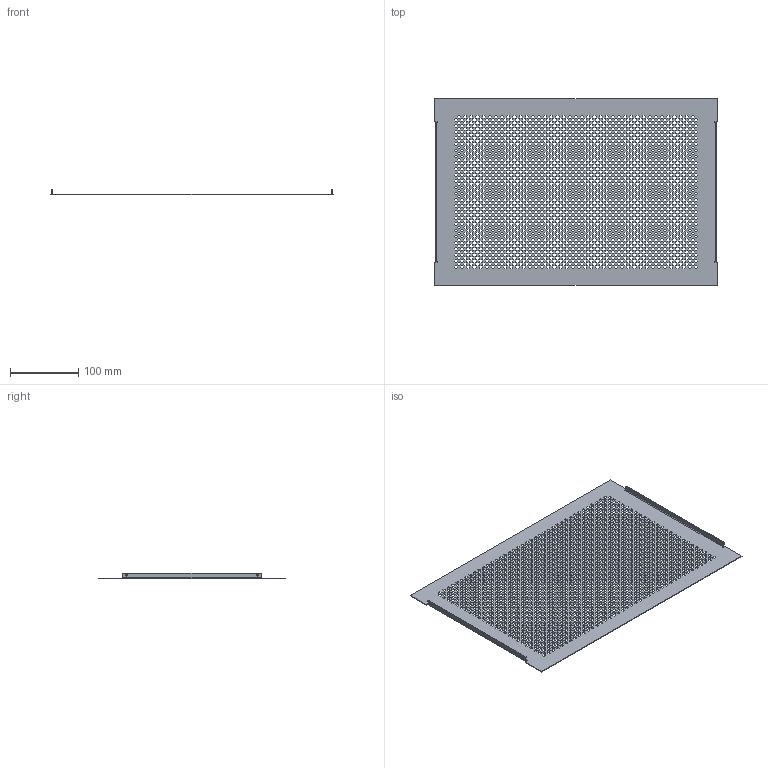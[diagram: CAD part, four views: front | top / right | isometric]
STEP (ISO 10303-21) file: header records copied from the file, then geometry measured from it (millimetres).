
FILE_DESCRIPTION(/* description */ (''),/* implementation_level */ '2;1');
FILE_NAME(/* name */ '1011159_3D.stp',/* time_stamp */ '2022-09-16T11:55:02+02:00',/* author */ ('kotzmaier'),/* organization */ ('Fa. Bopla'),/* preprocessor_version */ 'ST-DEVELOPER v18.1',/* originating_system */ 'Autodesk Inventor 2022',/* authorisation */ '');
FILE_SCHEMA (('AP203_CONFIGURATION_CONTROLLED_3D_DESIGN_OF_MECHANICAL_PARTS_AND_ASSEMBLIES_MIM_LF { 1 0 10303 203 3 1 4 }','AUTOMOTIVE_DESIGN { 1 0 10303 214 3 1 1 }','INTEGRATED_CNC_SCHEMA'));
Products named in the file (1): 1011159_3D
Bounding box: 413.88 x 273 x 8.5 mm (x, y, z)
Volume: 87752.9 mm3; surface area: 204315.1 mm2
Topology: 1 solids, 1 shells, 11882 faces, 35640 edges, 23760 vertices
Faces by surface type: plane 11876, cylinder 6
Full cylindrical faces by diameter (mm): 2.5 x2
Entity records: 400027 total; most frequent: CARTESIAN_POINT 71283, ORIENTED_EDGE 71280, DIRECTION 59418, EDGE_CURVE 35640, LINE 35628, VECTOR 35628, VERTEX_POINT 23760, EDGE_LOOP 15836
